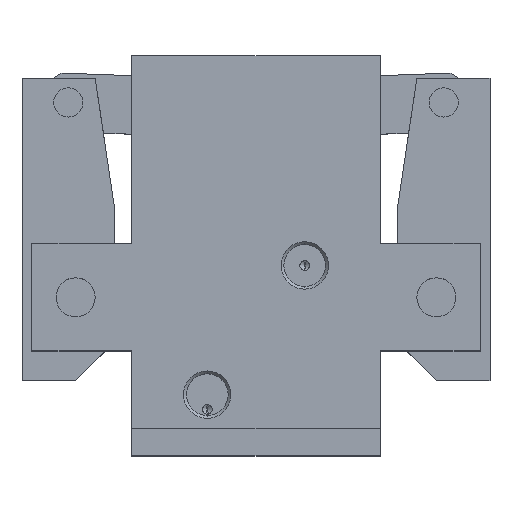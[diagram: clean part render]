
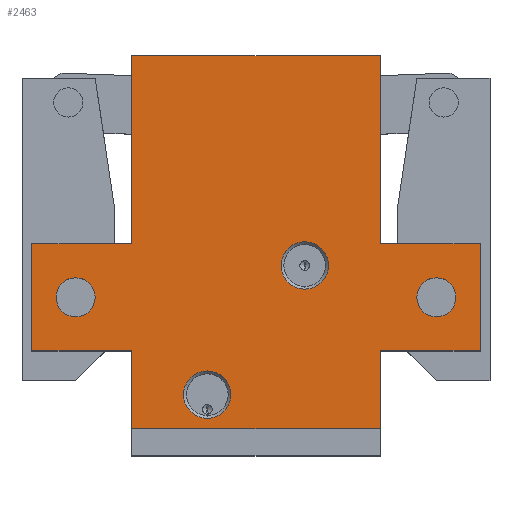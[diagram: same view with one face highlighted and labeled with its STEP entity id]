
A CAD part, top view. The second image highlights one B-rep face of the part: STEP entity #2463.
In plain terms, the highlighted planar face has unit normal (0, 0, 1).
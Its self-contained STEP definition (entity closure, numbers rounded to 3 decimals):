
#1539 = VERTEX_POINT( '', #4502 );
#1611 = VERTEX_POINT( '', #4581 );
#1657 = EDGE_CURVE( '', #4095, #3069, #4631, .T. );
#1739 = VERTEX_POINT( '', #4725 );
#1883 = VERTEX_POINT( '', #4891 );
#1929 = EDGE_CURVE( '', #2699, #4033, #4940, .T. );
#2021 = EDGE_CURVE( '', #4179, #2699, #5044, .T. );
#2053 = EDGE_CURVE( '', #4001, #1611, #5081, .T. );
#2057 = EDGE_CURVE( '', #3069, #4095, #5085, .T. );
#2141 = EDGE_CURVE( '', #3811, #4005, #5175, .T. );
#2147 = EDGE_CURVE( '', #4033, #2867, #5181, .T. );
#2295 = EDGE_CURVE( '', #1883, #2329, #5358, .T. );
#2301 = VERTEX_POINT( '', #5364 );
#2329 = VERTEX_POINT( '', #5396 );
#2393 = EDGE_CURVE( '', #3771, #4137, #5477, .T. );
#2463 = ADVANCED_FACE( '', ( #5556, #5557, #5558, #5559, #5560 ), #5561, .T. );
#2579 = EDGE_CURVE( '', #2329, #3955, #5688, .T. );
#2699 = VERTEX_POINT( '', #5822 );
#2751 = EDGE_CURVE( '', #1739, #3989, #5880, .T. );
#2783 = EDGE_CURVE( '', #4137, #3771, #5913, .T. );
#2867 = VERTEX_POINT( '', #6003 );
#2931 = EDGE_CURVE( '', #3989, #1739, #6073, .T. );
#3069 = VERTEX_POINT( '', #6220 );
#3229 = EDGE_CURVE( '', #1539, #3811, #6394, .T. );
#3417 = EDGE_CURVE( '', #1611, #1539, #6605, .T. );
#3449 = EDGE_CURVE( '', #3821, #2301, #6640, .T. );
#3771 = VERTEX_POINT( '', #7008 );
#3811 = VERTEX_POINT( '', #7052 );
#3821 = VERTEX_POINT( '', #7062 );
#3955 = VERTEX_POINT( '', #7211 );
#3963 = EDGE_CURVE( '', #4005, #1883, #7219, .T. );
#3985 = EDGE_CURVE( '', #2301, #3821, #7244, .T. );
#3989 = VERTEX_POINT( '', #7248 );
#4001 = VERTEX_POINT( '', #7261 );
#4005 = VERTEX_POINT( '', #7265 );
#4033 = VERTEX_POINT( '', #7296 );
#4095 = VERTEX_POINT( '', #7361 );
#4113 = EDGE_CURVE( '', #3955, #4179, #7379, .T. );
#4137 = VERTEX_POINT( '', #7403 );
#4179 = VERTEX_POINT( '', #7455 );
#4201 = EDGE_CURVE( '', #2867, #4001, #7478, .T. );
#4502 = CARTESIAN_POINT( '', ( 25.5, 82., 34. ) );
#4581 = CARTESIAN_POINT( '', ( 25.5, 43.462, 34. ) );
#4631 = CIRCLE( '', #7994, 4. );
#4725 = CARTESIAN_POINT( '', ( -10., 17.364, 34. ) );
#4891 = CARTESIAN_POINT( '', ( -46., 43.462, 34. ) );
#4940 = LINE( '', #8441, #8442 );
#5044 = LINE( '', #8594, #8595 );
#5081 = LINE( '', #8645, #8646 );
#5085 = CIRCLE( '', #8653, 4. );
#5175 = LINE( '', #8785, #8786 );
#5181 = LINE( '', #8795, #8796 );
#5358 = LINE( '', #9041, #9042 );
#5364 = CARTESIAN_POINT( '', ( 33., 32.464, 34. ) );
#5396 = CARTESIAN_POINT( '', ( -46., 21.462, 34. ) );
#5477 = CIRCLE( '', #9196, 4.864 );
#5556 = FACE_OUTER_BOUND( '', #9321, .T. );
#5557 = FACE_BOUND( '', #9322, .T. );
#5558 = FACE_BOUND( '', #9323, .T. );
#5559 = FACE_BOUND( '', #9324, .T. );
#5560 = FACE_BOUND( '', #9325, .T. );
#5561 = PLANE( '', #9326 );
#5688 = LINE( '', #9498, #9499 );
#5822 = CARTESIAN_POINT( '', ( 25.5, 5.51, 34. ) );
#5880 = CIRCLE( '', #9769, 4.864 );
#5913 = CIRCLE( '', #9818, 4.864 );
#6003 = CARTESIAN_POINT( '', ( 46., 21.462, 34. ) );
#6073 = CIRCLE( '', #10037, 4.864 );
#6220 = CARTESIAN_POINT( '', ( -41., 32.464, 34. ) );
#6394 = LINE( '', #10569, #10570 );
#6605 = LINE( '', #10898, #10899 );
#6640 = CIRCLE( '', #10958, 4. );
#7008 = CARTESIAN_POINT( '', ( 10., 43.864, 34. ) );
#7052 = CARTESIAN_POINT( '', ( -25.5, 82., 34. ) );
#7062 = CARTESIAN_POINT( '', ( 41., 32.464, 34. ) );
#7211 = CARTESIAN_POINT( '', ( -25.5, 21.462, 34. ) );
#7219 = LINE( '', #11756, #11757 );
#7244 = CIRCLE( '', #11788, 4. );
#7248 = CARTESIAN_POINT( '', ( -10., 7.636, 34. ) );
#7261 = CARTESIAN_POINT( '', ( 46., 43.462, 34. ) );
#7265 = CARTESIAN_POINT( '', ( -25.5, 43.462, 34. ) );
#7296 = CARTESIAN_POINT( '', ( 25.5, 21.462, 34. ) );
#7361 = CARTESIAN_POINT( '', ( -33., 32.464, 34. ) );
#7379 = LINE( '', #11981, #11982 );
#7403 = CARTESIAN_POINT( '', ( 10., 34.136, 34. ) );
#7455 = CARTESIAN_POINT( '', ( -25.5, 5.51, 34. ) );
#7478 = LINE( '', #12115, #12116 );
#7994 = AXIS2_PLACEMENT_3D( '', #12683, #12684, #12685 );
#8441 = CARTESIAN_POINT( '', ( 25.5, 0., 34. ) );
#8442 = VECTOR( '', #13069, 1. );
#8594 = CARTESIAN_POINT( '', ( 0., 5.51, 34. ) );
#8595 = VECTOR( '', #13186, 1. );
#8645 = CARTESIAN_POINT( '', ( 46., 43.462, 34. ) );
#8646 = VECTOR( '', #13232, 1. );
#8653 = AXIS2_PLACEMENT_3D( '', #13234, #13235, #13236 );
#8785 = CARTESIAN_POINT( '', ( -25.5, 82., 34. ) );
#8786 = VECTOR( '', #13322, 1. );
#8795 = CARTESIAN_POINT( '', ( 25.5, 21.462, 34. ) );
#8796 = VECTOR( '', #13324, 1. );
#9041 = CARTESIAN_POINT( '', ( -46., 43.462, 34. ) );
#9042 = VECTOR( '', #13537, 1. );
#9196 = AXIS2_PLACEMENT_3D( '', #13697, #13698, #13699 );
#9321 = EDGE_LOOP( '', ( #13812, #13813, #13814, #13815, #13816, #13817, #13818, #13819, #13820, #13821, #13822, #13823 ) );
#9322 = EDGE_LOOP( '', ( #13824, #13825 ) );
#9323 = EDGE_LOOP( '', ( #13826, #13827 ) );
#9324 = EDGE_LOOP( '', ( #13828, #13829 ) );
#9325 = EDGE_LOOP( '', ( #13830, #13831 ) );
#9326 = AXIS2_PLACEMENT_3D( '', #13832, #13833, #13834 );
#9498 = CARTESIAN_POINT( '', ( -46., 21.462, 34. ) );
#9499 = VECTOR( '', #13969, 1. );
#9769 = AXIS2_PLACEMENT_3D( '', #14183, #14184, #14185 );
#9818 = AXIS2_PLACEMENT_3D( '', #14218, #14219, #14220 );
#10037 = AXIS2_PLACEMENT_3D( '', #14392, #14393, #14394 );
#10569 = CARTESIAN_POINT( '', ( 25.5, 82., 34. ) );
#10570 = VECTOR( '', #14715, 1. );
#10898 = CARTESIAN_POINT( '', ( 25.5, 43.462, 34. ) );
#10899 = VECTOR( '', #14946, 1. );
#10958 = AXIS2_PLACEMENT_3D( '', #14984, #14985, #14986 );
#11756 = CARTESIAN_POINT( '', ( -25.5, 43.462, 34. ) );
#11757 = VECTOR( '', #15677, 1. );
#11788 = AXIS2_PLACEMENT_3D( '', #15702, #15703, #15704 );
#11981 = CARTESIAN_POINT( '', ( -25.5, 21.462, 34. ) );
#11982 = VECTOR( '', #15809, 1. );
#12115 = CARTESIAN_POINT( '', ( 46., 21.462, 34. ) );
#12116 = VECTOR( '', #15917, 1. );
#12683 = CARTESIAN_POINT( '', ( -37., 32.464, 34. ) );
#12684 = DIRECTION( '', ( 0., 0., -1. ) );
#12685 = DIRECTION( '', ( 1., 0., 0. ) );
#13069 = DIRECTION( '', ( 0., 1., 0. ) );
#13186 = DIRECTION( '', ( 1., 0., 0. ) );
#13232 = DIRECTION( '', ( -1., 0., 0. ) );
#13234 = CARTESIAN_POINT( '', ( -37., 32.464, 34. ) );
#13235 = DIRECTION( '', ( 0., 0., -1. ) );
#13236 = DIRECTION( '', ( 1., 0., 0. ) );
#13322 = DIRECTION( '', ( 0., -1., 0. ) );
#13324 = DIRECTION( '', ( 1., 0., 0. ) );
#13537 = DIRECTION( '', ( 0., -1., 0. ) );
#13697 = CARTESIAN_POINT( '', ( 10., 39., 34. ) );
#13698 = DIRECTION( '', ( 0., 0., -1. ) );
#13699 = DIRECTION( '', ( 0., 1., 0. ) );
#13812 = ORIENTED_EDGE( '', *, *, #2021, .T. );
#13813 = ORIENTED_EDGE( '', *, *, #1929, .T. );
#13814 = ORIENTED_EDGE( '', *, *, #2147, .T. );
#13815 = ORIENTED_EDGE( '', *, *, #4201, .T. );
#13816 = ORIENTED_EDGE( '', *, *, #2053, .T. );
#13817 = ORIENTED_EDGE( '', *, *, #3417, .T. );
#13818 = ORIENTED_EDGE( '', *, *, #3229, .T. );
#13819 = ORIENTED_EDGE( '', *, *, #2141, .T. );
#13820 = ORIENTED_EDGE( '', *, *, #3963, .T. );
#13821 = ORIENTED_EDGE( '', *, *, #2295, .T. );
#13822 = ORIENTED_EDGE( '', *, *, #2579, .T. );
#13823 = ORIENTED_EDGE( '', *, *, #4113, .T. );
#13824 = ORIENTED_EDGE( '', *, *, #2393, .T. );
#13825 = ORIENTED_EDGE( '', *, *, #2783, .T. );
#13826 = ORIENTED_EDGE( '', *, *, #2751, .T. );
#13827 = ORIENTED_EDGE( '', *, *, #2931, .T. );
#13828 = ORIENTED_EDGE( '', *, *, #3449, .T. );
#13829 = ORIENTED_EDGE( '', *, *, #3985, .T. );
#13830 = ORIENTED_EDGE( '', *, *, #1657, .T. );
#13831 = ORIENTED_EDGE( '', *, *, #2057, .T. );
#13832 = CARTESIAN_POINT( '', ( 0., 0., 34. ) );
#13833 = DIRECTION( '', ( 0., 0., 1. ) );
#13834 = DIRECTION( '', ( 1., 0., 0. ) );
#13969 = DIRECTION( '', ( 1., 0., 0. ) );
#14183 = CARTESIAN_POINT( '', ( -10., 12.5, 34. ) );
#14184 = DIRECTION( '', ( 0., 0., -1. ) );
#14185 = DIRECTION( '', ( 0., 1., 0. ) );
#14218 = CARTESIAN_POINT( '', ( 10., 39., 34. ) );
#14219 = DIRECTION( '', ( 0., 0., -1. ) );
#14220 = DIRECTION( '', ( 0., 1., 0. ) );
#14392 = CARTESIAN_POINT( '', ( -10., 12.5, 34. ) );
#14393 = DIRECTION( '', ( 0., 0., -1. ) );
#14394 = DIRECTION( '', ( 0., 1., 0. ) );
#14715 = DIRECTION( '', ( -1., 0., 0. ) );
#14946 = DIRECTION( '', ( 0., 1., 0. ) );
#14984 = CARTESIAN_POINT( '', ( 37., 32.464, 34. ) );
#14985 = DIRECTION( '', ( 0., 0., -1. ) );
#14986 = DIRECTION( '', ( 1., 0., 0. ) );
#15677 = DIRECTION( '', ( -1., 0., 0. ) );
#15702 = CARTESIAN_POINT( '', ( 37., 32.464, 34. ) );
#15703 = DIRECTION( '', ( 0., 0., -1. ) );
#15704 = DIRECTION( '', ( 1., 0., 0. ) );
#15809 = DIRECTION( '', ( 0., -1., 0. ) );
#15917 = DIRECTION( '', ( 0., 1., 0. ) );
